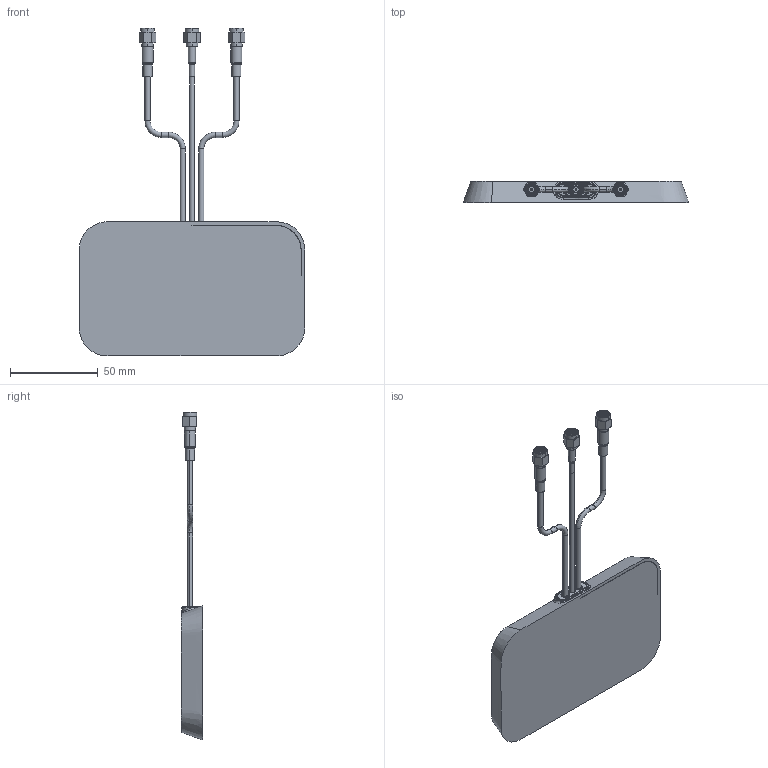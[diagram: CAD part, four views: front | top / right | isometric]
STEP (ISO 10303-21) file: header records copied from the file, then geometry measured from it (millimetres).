
FILE_DESCRIPTION (( 'STEP AP214' ), '1' );
FILE_NAME ('MA256_Web.STEP', '2024-08-28T09:12:20', ( '' ), ( '' ), 'SwSTEP 2.0', 'SolidWorks 2022', '' );
FILE_SCHEMA (( 'AUTOMOTIVE_DESIGN' ));
Length unit declared in the file: millimetre
Products named in the file (1): MA256_Web
Bounding box: 128.26 x 12.05 x 186.33 mm (x, y, z)
Surface area: 27824 mm2 (no closed solid volume)
Topology: 0 solids, 28 shells, 358 faces, 1207 edges, 861 vertices
Faces by surface type: cylinder 133, plane 108, bspline 49, torus 44, cone 24
Entity records: 25981 total; most frequent: CARTESIAN_POINT 12482, ORIENTED_EDGE 1940, DIRECTION 1774, EDGE_CURVE 1207, VERTEX_POINT 861, AXIS2_PLACEMENT_3D 632, LINE 510, VECTOR 510
